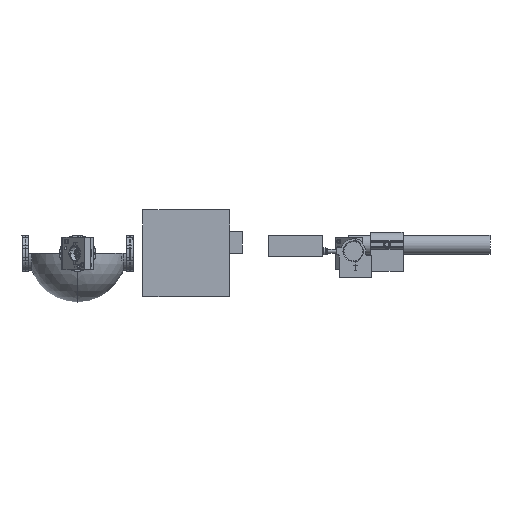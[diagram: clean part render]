
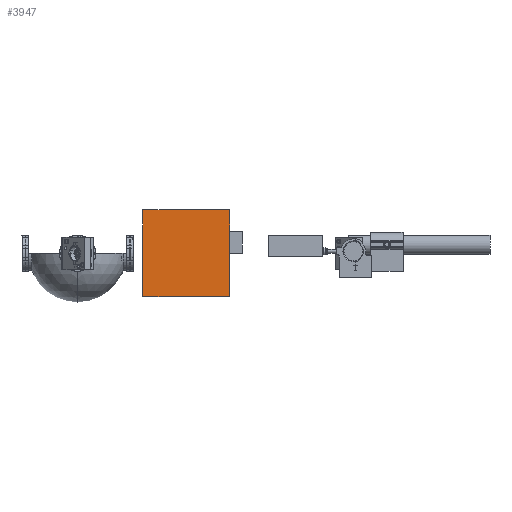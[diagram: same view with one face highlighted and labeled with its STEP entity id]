
A CAD part, left-side view. The second image highlights one B-rep face of the part: STEP entity #3947.
In plain terms, the highlighted planar face has unit normal (-1, 0, 0).
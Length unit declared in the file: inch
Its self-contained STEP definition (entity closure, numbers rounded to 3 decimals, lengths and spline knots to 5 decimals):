
#3947=ADVANCED_FACE('',(#7974),#7975,.F.);
#7974=FACE_OUTER_BOUND('',#12458,.T.);
#7975=PLANE('',#12459);
#12458=EDGE_LOOP('',(#24468,#24469,#24470,#24471));
#12459=AXIS2_PLACEMENT_3D('',#24472,#24473,#24474);
#24468=ORIENTED_EDGE('',*,*,#27998,.T.);
#24469=ORIENTED_EDGE('',*,*,#28028,.F.);
#24470=ORIENTED_EDGE('',*,*,#28438,.F.);
#24471=ORIENTED_EDGE('',*,*,#25266,.F.);
#24472=CARTESIAN_POINT('',(-39.98217,3.65467,0.));
#24473=DIRECTION('',(1.0,0.0,0.0));
#24474=DIRECTION('',(0.0,0.0,-1.0));
#25266=EDGE_CURVE('',#29840,#29841,#29842,.T.);
#27998=EDGE_CURVE('',#29840,#34203,#34205,.T.);
#28028=EDGE_CURVE('',#34245,#34203,#34246,.T.);
#28438=EDGE_CURVE('',#29841,#34245,#34793,.T.);
#29840=VERTEX_POINT('',#36504);
#29841=VERTEX_POINT('',#36505);
#29842=LINE('',#36506,#36507);
#34203=VERTEX_POINT('',#43492);
#34205=LINE('',#43495,#43496);
#34245=VERTEX_POINT('',#43559);
#34246=LINE('',#43560,#43561);
#34793=LINE('',#44393,#44394);
#36504=CARTESIAN_POINT('',(-39.98217,-0.34533,-4.0));
#36505=CARTESIAN_POINT('',(-39.98217,7.65467,-4.0));
#36506=CARTESIAN_POINT('',(-39.98217,3.65467,-4.0));
#36507=VECTOR('',#46470,1.0);
#43492=CARTESIAN_POINT('',(-39.98217,-0.34533,4.0));
#43495=CARTESIAN_POINT('',(-39.98217,-0.34533,0.));
#43496=VECTOR('',#50312,1.0);
#43559=CARTESIAN_POINT('',(-39.98217,7.65467,4.0));
#43560=CARTESIAN_POINT('',(-39.98217,3.65467,4.0));
#43561=VECTOR('',#50347,1.0);
#44393=CARTESIAN_POINT('',(-39.98217,7.65467,0.));
#44394=VECTOR('',#50865,1.0);
#46470=DIRECTION('',(0.0,1.0,0.0));
#50312=DIRECTION('',(0.0,0.0,1.0));
#50347=DIRECTION('',(0.0,-1.0,-0.0));
#50865=DIRECTION('',(0.0,0.0,1.0));
